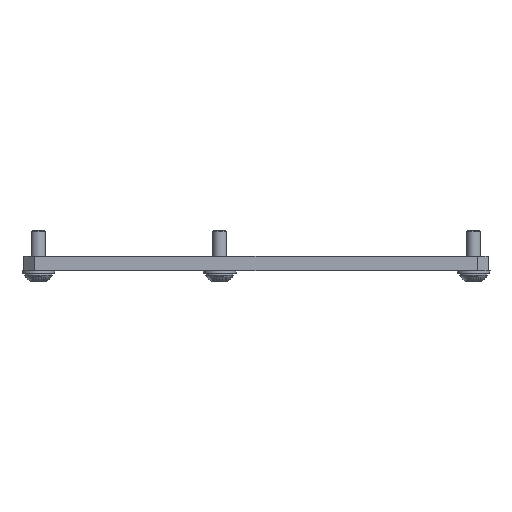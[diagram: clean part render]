
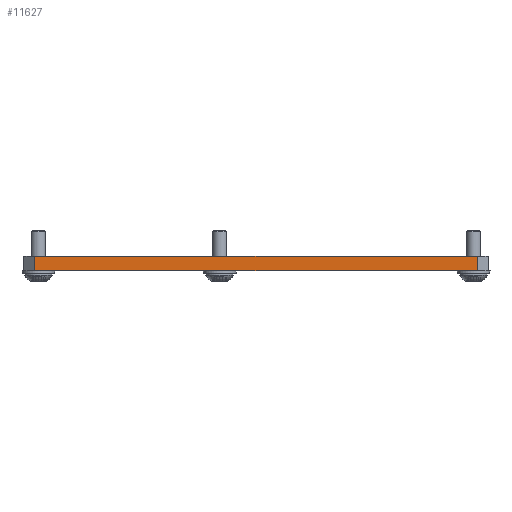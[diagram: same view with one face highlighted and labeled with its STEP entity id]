
A CAD part, left-side view. The second image highlights one B-rep face of the part: STEP entity #11627.
In plain terms, the highlighted planar face has unit normal (-1, 0, 0).
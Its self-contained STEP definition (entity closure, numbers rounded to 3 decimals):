
#2123 = CARTESIAN_POINT ( 'NONE',  ( -300., -61., 0. ) ) ;
#3165 = DIRECTION ( 'NONE',  ( 0., -1., 0. ) ) ;
#4841 = DIRECTION ( 'NONE',  ( 0., 0., 1. ) ) ;
#5288 = VERTEX_POINT ( 'NONE', #41420 ) ;
#6519 = CARTESIAN_POINT ( 'NONE',  ( -300., -64., 4. ) ) ;
#7151 = DIRECTION ( 'NONE',  ( 1., 0., 0. ) ) ;
#8679 = DIRECTION ( 'NONE',  ( 0., 0., -1. ) ) ;
#9708 = DIRECTION ( 'NONE',  ( 0., -1., 0. ) ) ;
#11517 = EDGE_CURVE ( 'NONE', #38288, #31731, #25403, .T. ) ;
#11627 = ADVANCED_FACE ( 'NONE', ( #36547 ), #29279, .F. ) ;
#12366 = EDGE_CURVE ( 'NONE', #36446, #5288, #20933, .T. ) ;
#12708 = LINE ( 'NONE', #16568, #36960 ) ;
#16568 = CARTESIAN_POINT ( 'NONE',  ( -300., -64., 4. ) ) ;
#16606 = DIRECTION ( 'NONE',  ( 0., 0., -1. ) ) ;
#18551 = CARTESIAN_POINT ( 'NONE',  ( -300., -61., 4. ) ) ;
#19330 = VECTOR ( 'NONE', #8679, 1000. ) ;
#19908 = ORIENTED_EDGE ( 'NONE', *, *, #37318, .T. ) ;
#20933 = LINE ( 'NONE', #18551, #23802 ) ;
#22474 = CARTESIAN_POINT ( 'NONE',  ( -300., -64., 0. ) ) ;
#22491 = ORIENTED_EDGE ( 'NONE', *, *, #11517, .T. ) ;
#23802 = VECTOR ( 'NONE', #4841, 1000. ) ;
#25403 = LINE ( 'NONE', #28434, #19330 ) ;
#28434 = CARTESIAN_POINT ( 'NONE',  ( -300., 61., 4. ) ) ;
#29279 = PLANE ( 'NONE',  #32478 ) ;
#30847 = VECTOR ( 'NONE', #3165, 1000. ) ;
#31731 = VERTEX_POINT ( 'NONE', #42234 ) ;
#32478 = AXIS2_PLACEMENT_3D ( 'NONE', #6519, #7151, #16606 ) ;
#35341 = LINE ( 'NONE', #22474, #30847 ) ;
#36446 = VERTEX_POINT ( 'NONE', #2123 ) ;
#36470 = EDGE_LOOP ( 'NONE', ( #19908, #41244, #37604, #22491 ) ) ;
#36547 = FACE_OUTER_BOUND ( 'NONE', #36470, .T. ) ;
#36960 = VECTOR ( 'NONE', #9708, 1000. ) ;
#37318 = EDGE_CURVE ( 'NONE', #31731, #36446, #35341, .T. ) ;
#37604 = ORIENTED_EDGE ( 'NONE', *, *, #38229, .F. ) ;
#38229 = EDGE_CURVE ( 'NONE', #38288, #5288, #12708, .T. ) ;
#38288 = VERTEX_POINT ( 'NONE', #40527 ) ;
#40527 = CARTESIAN_POINT ( 'NONE',  ( -300., 61., 4. ) ) ;
#41244 = ORIENTED_EDGE ( 'NONE', *, *, #12366, .T. ) ;
#41420 = CARTESIAN_POINT ( 'NONE',  ( -300., -61., 4. ) ) ;
#42234 = CARTESIAN_POINT ( 'NONE',  ( -300., 61., 0. ) ) ;
